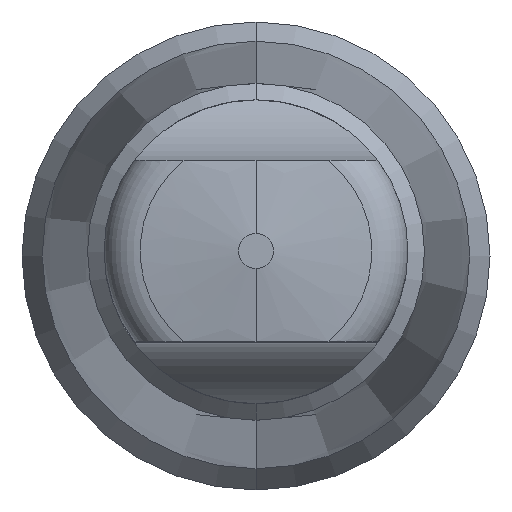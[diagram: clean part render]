
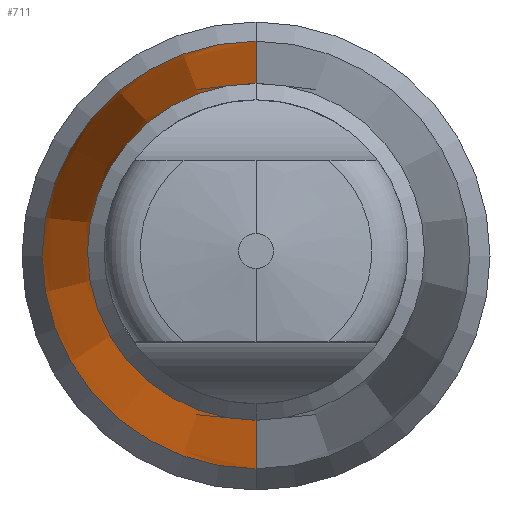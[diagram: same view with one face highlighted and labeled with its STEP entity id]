
A CAD part, top view. The second image highlights one B-rep face of the part: STEP entity #711.
In plain terms, the highlighted conical face has half-angle 1.429 degrees and reference radius 5.471 mm.
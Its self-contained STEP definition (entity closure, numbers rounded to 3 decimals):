
#41=CARTESIAN_POINT('',(0.,0.,-3.5));
#42=DIRECTION('',(0.,0.,-1.));
#43=DIRECTION('',(0.,-1.,0.));
#44=AXIS2_PLACEMENT_3D('',#41,#42,#43);
#50=CARTESIAN_POINT('',(0.,0.,48.5));
#51=DIRECTION('',(0.,0.,-1.));
#52=DIRECTION('',(0.,-1.,0.));
#53=AXIS2_PLACEMENT_3D('',#50,#51,#52);
#58=DIRECTION('',(0.,0.025,1.));
#59=VECTOR('',#58,52.016);
#60=CARTESIAN_POINT('',(0.,-6.119,-3.5));
#61=LINE('',#60,#59);
#73=DIRECTION('',(0.,-0.025,1.));
#74=VECTOR('',#73,52.016);
#75=CARTESIAN_POINT('',(0.,6.119,-3.5));
#76=LINE('',#75,#74);
#656=CARTESIAN_POINT('',(0.,-4.823,48.5));
#657=VERTEX_POINT('',#656);
#658=CARTESIAN_POINT('',(0.,4.823,48.5));
#659=VERTEX_POINT('',#658);
#688=CARTESIAN_POINT('',(0.,-6.119,-3.5));
#689=VERTEX_POINT('',#688);
#690=CARTESIAN_POINT('',(0.,6.119,-3.5));
#691=VERTEX_POINT('',#690);
#696=CARTESIAN_POINT('',(0.,0.,22.5));
#697=DIRECTION('',(0.,0.,-1.));
#698=DIRECTION('',(0.,1.,0.));
#699=AXIS2_PLACEMENT_3D('',#696,#697,#698);
#700=CONICAL_SURFACE('',#699,5.471,1.429);
#702=ORIENTED_EDGE('',*,*,#701,.F.);
#704=ORIENTED_EDGE('',*,*,#703,.T.);
#706=ORIENTED_EDGE('',*,*,#705,.T.);
#708=ORIENTED_EDGE('',*,*,#707,.F.);
#709=EDGE_LOOP('',(#702,#704,#706,#708));
#710=FACE_OUTER_BOUND('',#709,.F.);
#45=CIRCLE('',#44,6.12);
#54=CIRCLE('',#53,4.823);
#701=EDGE_CURVE('',#689,#657,#61,.T.);
#703=EDGE_CURVE('',#689,#691,#45,.T.);
#705=EDGE_CURVE('',#691,#659,#76,.T.);
#707=EDGE_CURVE('',#657,#659,#54,.T.);
#711=ADVANCED_FACE('',(#710),#700,.T.);
